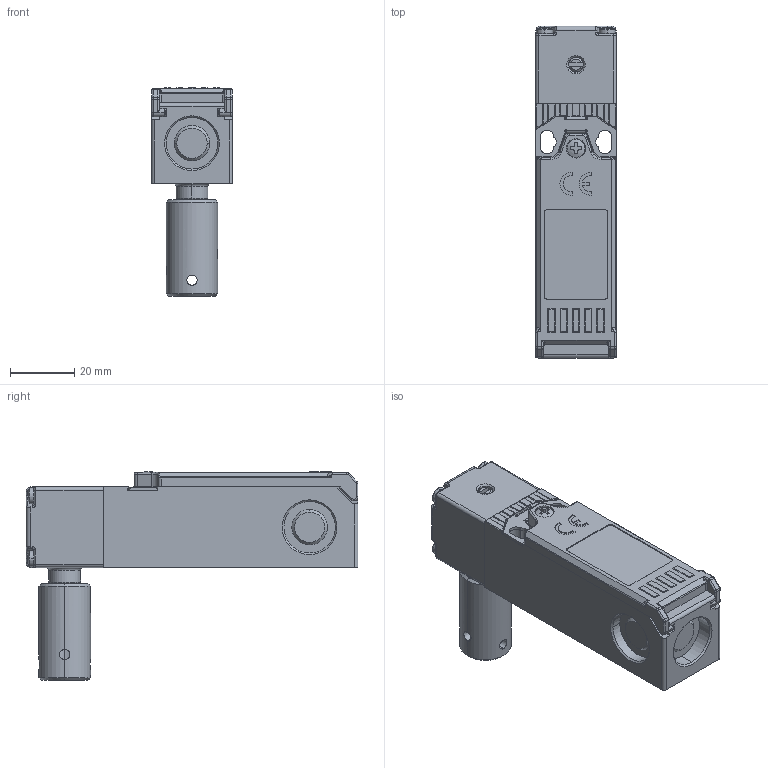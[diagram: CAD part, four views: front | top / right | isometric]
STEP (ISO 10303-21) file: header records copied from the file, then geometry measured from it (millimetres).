
FILE_DESCRIPTION (( 'STEP AP214' ), '1' );
FILE_NAME ('HC-3-194008.STEP', '2015-08-11T14:28:33', ( '' ), ( '' ), 'SwSTEP 2.0', 'SolidWorks 2014', '' );
FILE_SCHEMA (( 'AUTOMOTIVE_DESIGN' ));
Length unit declared in the file: inch
Products named in the file (1): HC-3-194008
Bounding box: 25 x 103 x 64.74 mm (x, y, z)
Volume: 34324.9 mm3; surface area: 34134.4 mm2
Topology: 13 solids, 13 shells, 1862 faces, 4777 edges, 2953 vertices
Faces by surface type: plane 866, cylinder 593, torus 168, bspline 87, cone 79, sphere 69
Entity records: 62857 total; most frequent: CARTESIAN_POINT 18324, ORIENTED_EDGE 9402, DIRECTION 9132, EDGE_CURVE 4701, AXIS2_PLACEMENT_3D 3135, VERTEX_POINT 2936, LINE 2862, VECTOR 2862
